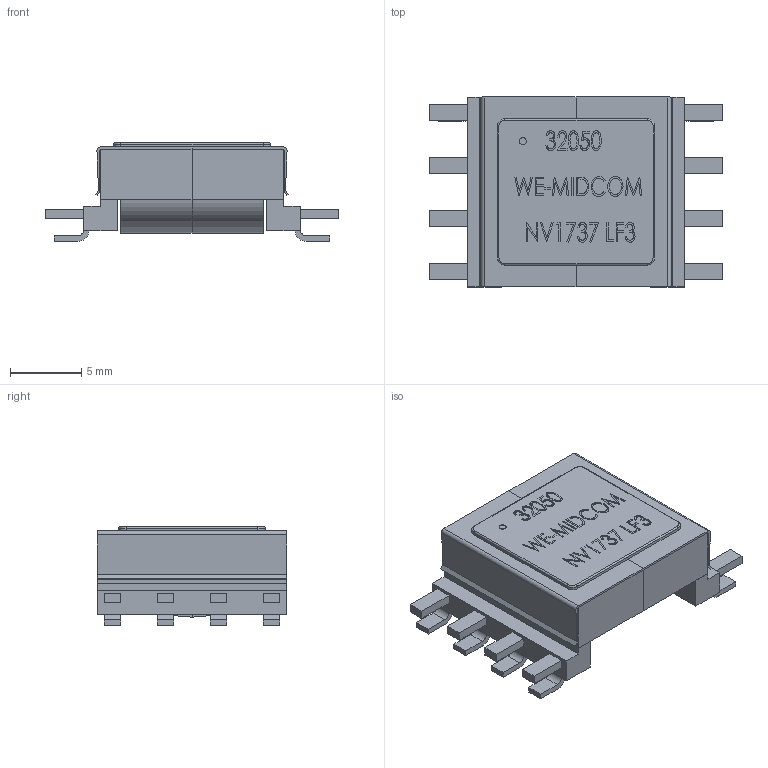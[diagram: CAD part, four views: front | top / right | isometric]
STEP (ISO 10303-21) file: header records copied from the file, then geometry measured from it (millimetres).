
FILE_DESCRIPTION (( 'STEP AP214' ), '1' );
FILE_NAME ('transformer2.STEP', '2019-05-26T21:48:17', ( '' ), ( '' ), 'SwSTEP 2.0', 'SolidWorks 2017', '' );
FILE_SCHEMA (( 'AUTOMOTIVE_DESIGN' ));
Length unit declared in the file: millimetre
Products named in the file (1): transformer2
Bounding box: 20.59 x 13.3 x 6.93 mm (x, y, z)
Volume: 984 mm3; surface area: 2131.6 mm2
Topology: 43 solids, 43 shells, 497 faces, 1201 edges, 798 vertices
Faces by surface type: plane 347, bspline 98, cylinder 48, torus 4
Entity records: 22375 total; most frequent: CARTESIAN_POINT 9011, ORIENTED_EDGE 2402, DIRECTION 1905, EDGE_CURVE 1201, VECTOR 905, LINE 905, VERTEX_POINT 798, EDGE_LOOP 513
